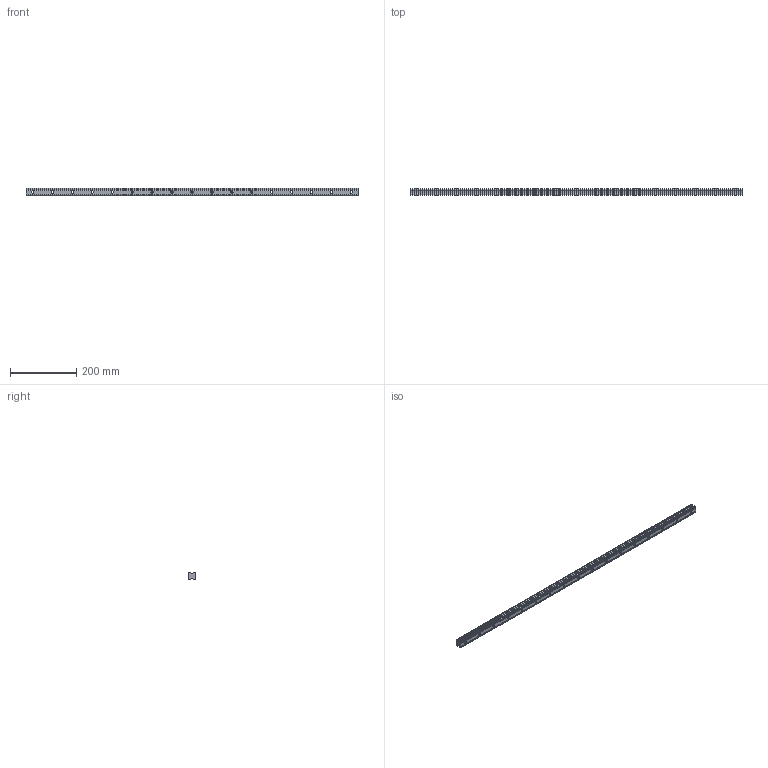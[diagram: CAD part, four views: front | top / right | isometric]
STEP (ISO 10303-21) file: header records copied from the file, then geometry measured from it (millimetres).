
FILE_DESCRIPTION(/* description */ (''),/* implementation_level */ '2;1');
FILE_NAME(/* name */ 'LGBR25L.stp',/* time_stamp */ '2018-07-20T17:59:46+02:00',/* author */ ('nesvadba'),/* organization */ (''),/* preprocessor_version */ 'ST-DEVELOPER v16.1',/* originating_system */ 'Autodesk Inventor 2016',/* authorisation */ '');
FILE_SCHEMA (('AUTOMOTIVE_DESIGN { 1 0 10303 214 3 1 1 }'));
Length unit declared in the file: millimetre
Products named in the file (1): BGR25L01000
Bounding box: 1000 x 19.2 x 23 mm (x, y, z)
Volume: 366578 mm3; surface area: 94928.2 mm2
Topology: 1 solids, 1 shells, 85 faces, 198 edges, 132 vertices
Faces by surface type: plane 43, cylinder 42
Full cylindrical faces by diameter (mm): 7 x17, 11 x17
Entity records: 2378 total; most frequent: DIRECTION 420, CARTESIAN_POINT 382, ORIENTED_EDGE 328, EDGE_LOOP 170, AXIS2_PLACEMENT_3D 170, EDGE_CURVE 164, VERTEX_POINT 132, FACE_BOUND 85
